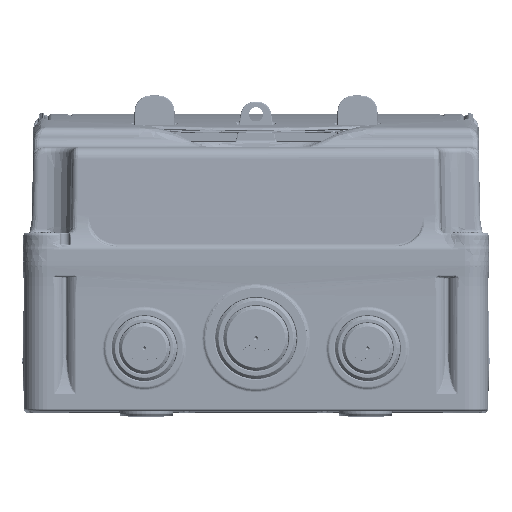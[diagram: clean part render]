
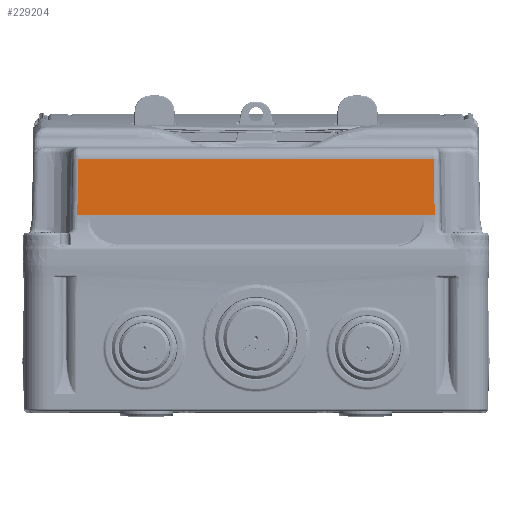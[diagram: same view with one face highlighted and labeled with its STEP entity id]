
A CAD part, top view. The second image highlights one B-rep face of the part: STEP entity #229204.
In plain terms, the highlighted planar face has unit normal (0, 0.018, 1).
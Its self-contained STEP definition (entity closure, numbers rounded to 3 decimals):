
#5142 = DIRECTION ( 'NONE',  ( 1., 0., 0. ) ) ;
#10092 = VERTEX_POINT ( 'NONE', #210816 ) ;
#30758 = DIRECTION ( 'NONE',  ( 0., -1., 0.017 ) ) ;
#31550 = DIRECTION ( 'NONE',  ( -0.017, -1., 0.017 ) ) ;
#42195 = VECTOR ( 'NONE', #247826, 1000. ) ;
#59580 = CARTESIAN_POINT ( 'NONE',  ( 88.046, 98.634, 230.91 ) ) ;
#62438 = VECTOR ( 'NONE', #5142, 1000. ) ;
#68537 = LINE ( 'NONE', #169808, #269602 ) ;
#77468 = PLANE ( 'NONE',  #315376 ) ;
#93006 = ORIENTED_EDGE ( 'NONE', *, *, #188416, .T. ) ;
#100159 = LINE ( 'NONE', #317270, #62438 ) ;
#103170 = DIRECTION ( 'NONE',  ( 0., 0.017, 1. ) ) ;
#113286 = ORIENTED_EDGE ( 'NONE', *, *, #151773, .T. ) ;
#122761 = VECTOR ( 'NONE', #31550, 1000. ) ;
#125655 = CARTESIAN_POINT ( 'NONE',  ( -87.464, 126.105, 230.43 ) ) ;
#134586 = VERTEX_POINT ( 'NONE', #59580 ) ;
#151387 = LINE ( 'NONE', #125655, #42195 ) ;
#151773 = EDGE_CURVE ( 'NONE', #192292, #245038, #151387, .T. ) ;
#169808 = CARTESIAN_POINT ( 'NONE',  ( 87.465, 131.948, 230.328 ) ) ;
#188416 = EDGE_CURVE ( 'NONE', #10092, #134586, #100159, .T. ) ;
#192292 = VERTEX_POINT ( 'NONE', #303377 ) ;
#201192 = CARTESIAN_POINT ( 'NONE',  ( -92., 82., 231.2 ) ) ;
#207529 = ORIENTED_EDGE ( 'NONE', *, *, #240646, .T. ) ;
#210816 = CARTESIAN_POINT ( 'NONE',  ( -88.046, 98.634, 230.91 ) ) ;
#212411 = EDGE_LOOP ( 'NONE', ( #226241, #113286, #207529, #93006 ) ) ;
#226241 = ORIENTED_EDGE ( 'NONE', *, *, #303618, .T. ) ;
#229204 = ADVANCED_FACE ( 'NONE', ( #297759 ), #77468, .T. ) ;
#240646 = EDGE_CURVE ( 'NONE', #245038, #10092, #248673, .T. ) ;
#243737 = DIRECTION ( 'NONE',  ( -0.017, 1., -0.017 ) ) ;
#245038 = VERTEX_POINT ( 'NONE', #270551 ) ;
#247826 = DIRECTION ( 'NONE',  ( -1., 0., 0. ) ) ;
#248673 = LINE ( 'NONE', #301699, #122761 ) ;
#269602 = VECTOR ( 'NONE', #243737, 1000. ) ;
#270551 = CARTESIAN_POINT ( 'NONE',  ( -87.567, 126.105, 230.43 ) ) ;
#297759 = FACE_OUTER_BOUND ( 'NONE', #212411, .T. ) ;
#301699 = CARTESIAN_POINT ( 'NONE',  ( -88.047, 98.582, 230.911 ) ) ;
#303377 = CARTESIAN_POINT ( 'NONE',  ( 87.567, 126.105, 230.43 ) ) ;
#303618 = EDGE_CURVE ( 'NONE', #134586, #192292, #68537, .T. ) ;
#315376 = AXIS2_PLACEMENT_3D ( 'NONE', #201192, #103170, #30758 ) ;
#317270 = CARTESIAN_POINT ( 'NONE',  ( -92., 98.634, 230.91 ) ) ;
